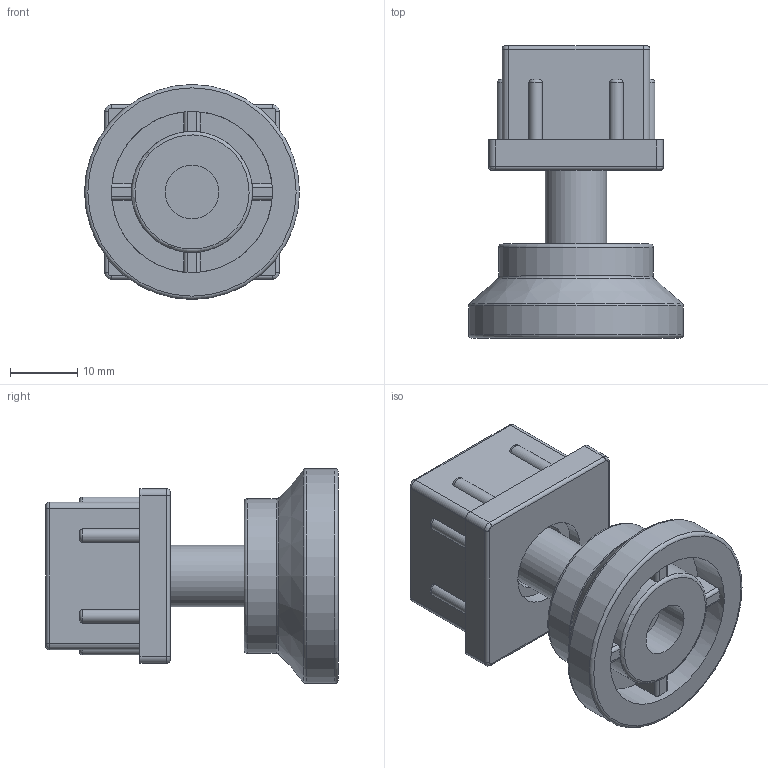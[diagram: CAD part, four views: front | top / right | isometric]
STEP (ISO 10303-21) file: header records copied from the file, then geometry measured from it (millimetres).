
FILE_DESCRIPTION(/* description */ (''),/* implementation_level */ '2;1');
FILE_NAME(/* name */ 'PR6-2525.stp',/* time_stamp */ '2024-08-29T17:36:50+09:00',/* author */ ('user'),/* organization */ (''),/* preprocessor_version */ 'ST-DEVELOPER v15.6',/* originating_system */ 'Autodesk Inventor 2015',/* authorisation */ '');
FILE_SCHEMA (('AUTOMOTIVE_DESIGN { 1 0 10303 214 3 1 1 }'));
Length unit declared in the file: millimetre
Products named in the file (3): 조절발; PR34-2525; PR6-2525
Bounding box: 32 x 43.5 x 32 mm (x, y, z)
Volume: 15102.5 mm3; surface area: 7973.8 mm2
Topology: 2 solids, 2 shells, 120 faces, 294 edges, 186 vertices
Faces by surface type: cylinder 49, plane 48, torus 13, bspline 8, cone 2
Full cylindrical faces by diameter (mm): 8 x1, 9.2 x2, 12.5 x2, 13 x1, 23 x1, 24 x1, 32 x1
Entity records: 3758 total; most frequent: CARTESIAN_POINT 935, DIRECTION 592, ORIENTED_EDGE 550, EDGE_CURVE 275, AXIS2_PLACEMENT_3D 232, VERTEX_POINT 183, EDGE_LOOP 146, LINE 128
